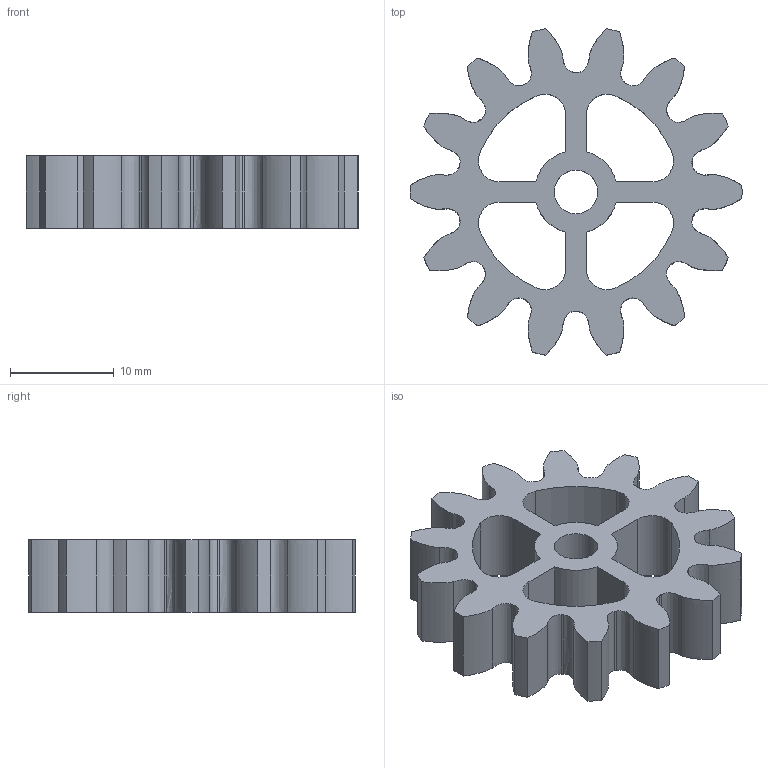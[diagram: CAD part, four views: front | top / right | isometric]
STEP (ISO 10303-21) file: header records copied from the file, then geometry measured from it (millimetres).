
FILE_DESCRIPTION(('STEP AP242'), '1');
FILE_NAME('itemGearMotorV3GearRatio1.6m2', '', ('UNSPECIFIED'), ('UNSPECIFIED'), 'C3D Converter', 'C3D Toolkit', '');
FILE_SCHEMA(('AP242_MANAGED_MODEL_BASED_3D_ENGINEERING_MIM_LF { 1 0 10303 442 1 1 4 }'));
Length unit declared in the file: millimetre
Bounding box: 32 x 31.46 x 7 mm (x, y, z)
Volume: 2686.9 mm3; surface area: 2818.1 mm2
Topology: 1 solids, 1 shells, 111 faces, 327 edges, 218 vertices
Faces by surface type: extrusion 56, cylinder 45, plane 10
Full cylindrical faces by diameter (mm): 4.2 x1
Entity records: 8409 total; most frequent: CARTESIAN_POINT 5528, ORIENTED_EDGE 652, DIRECTION 472, EDGE_CURVE 326, VERTEX_POINT 218, VECTOR 180, B_SPLINE_CURVE_WITH_KNOTS 168, AXIS2_PLACEMENT_3D 146
